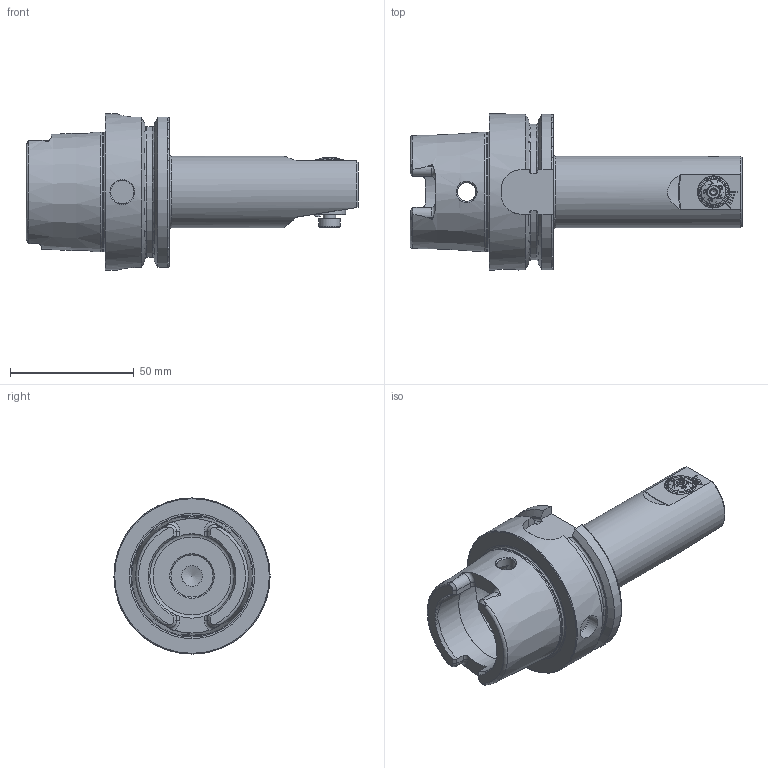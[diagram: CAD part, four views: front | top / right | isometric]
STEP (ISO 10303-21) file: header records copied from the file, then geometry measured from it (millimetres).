
FILE_DESCRIPTION (( 'STEP AP214' ), '1' );
FILE_NAME ('HA6.F25.AA4.105.STEP', '2020-08-12T10:00:44', ( '' ), ( '' ), 'SwSTEP 2.0', 'SolidWorks 2017', '' );
FILE_SCHEMA (( 'AUTOMOTIVE_DESIGN' ));
Length unit declared in the file: millimetre
Products named in the file (16): DIN 3771 - 11x1; HA6-F25.AA3.105_A_bohrungen gef〕lt; F25-BG3.005.018_B; F25-BG1.DA4.013_Standardt; T7 M2.5 x 6_PreviewCfg; F25-BG2.010.011_A; Fxx-MAB.xxx.xxx_A_F25-DA3; F25-BG1.009.006_A; F25-BG2.013.004_A; F25-BG2.013.003_A; ISO 4026 - M5 x 6_PreviewCfg; Klebstoff D5; DIN 7984 - M5 x 8; F25-BG1.DA3.013_A_Aktuell 06.2014-M1x2; F25-BG2.008.009_A; HA6.F25.AA4.105
Assembly tree (15 placements, depth 3):
  HA6.F25.AA4.105
    HA6-F25.AA3.105_A_bohrungen gef〕lt
    F25-BG1.DA4.013_Standardt
      F25-BG1.DA3.013_A_Aktuell 06.2014-M1x2
      F25-BG2.010.011_A
      F25-BG2.013.003_A
      F25-BG2.013.004_A
      DIN 3771 - 11x1
      F25-BG2.008.009_A
      F25-BG1.009.006_A
      Fxx-MAB.xxx.xxx_A_F25-DA3
    T7 M2.5 x 6_PreviewCfg
    ISO 4026 - M5 x 6_PreviewCfg
    Klebstoff D5
    F25-BG3.005.018_B
    DIN 7984 - M5 x 8
Bounding box: 134.05 x 63 x 63 mm (x, y, z)
Volume: 124792.3 mm3; surface area: 36027.5 mm2
Topology: 14 solids, 14 shells, 651 faces, 1718 edges, 1115 vertices
Faces by surface type: plane 357, cone 121, cylinder 89, bspline 45, torus 39
Full cylindrical faces by diameter (mm): 1.5 x3, 2.05 x1, 2.2 x1, 2.4 x1, 2.5 x5, 2.702 x1, 3 x1, 3.3 x1, 3.5 x1, 4.2 x2, 4.95 x2, 5 x8, 5.5 x1, 6.4 x1, 6.6 x1, 7 x2, 7.3 x1, 7.5 x3, 8 x2, 8.4 x1, 8.5 x1, 9 x2, 10 x3, 10.65 x1, 12.85 x1, 12.98 x1, 13 x3, 17 x1, 19 x1, 29 x1
Entity records: 27136 total; most frequent: CARTESIAN_POINT 8839, ORIENTED_EDGE 3094, DIRECTION 2575, EDGE_CURVE 1547, VERTEX_POINT 1074, AXIS2_PLACEMENT_3D 997, EDGE_LOOP 829, FACE_OUTER_BOUND 734
